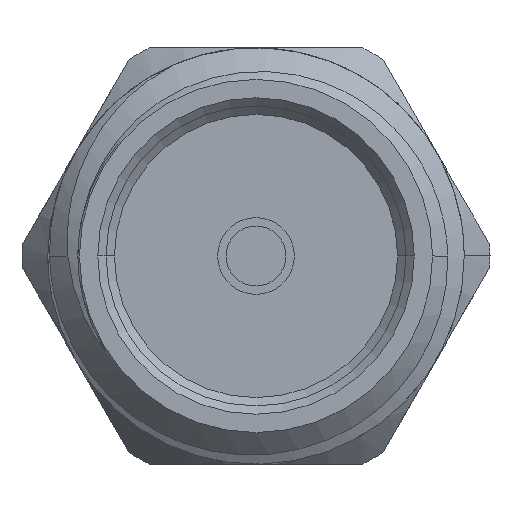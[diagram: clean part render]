
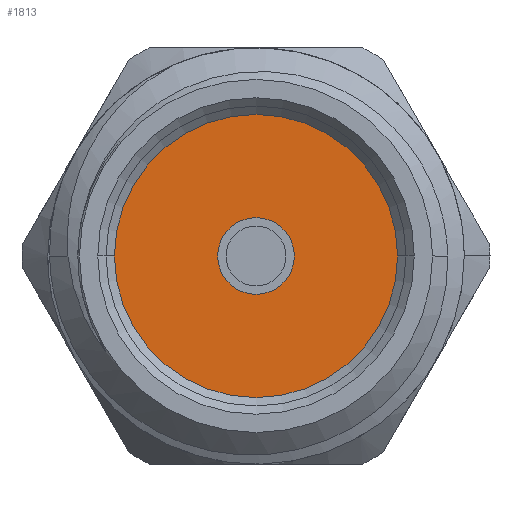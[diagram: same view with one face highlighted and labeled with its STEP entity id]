
A CAD part, left-side view. The second image highlights one B-rep face of the part: STEP entity #1813.
In plain terms, the highlighted planar face has unit normal (-1, 0, 0).
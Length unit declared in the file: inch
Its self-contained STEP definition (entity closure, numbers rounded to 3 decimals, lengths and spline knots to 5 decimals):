
#117 = EDGE_LOOP ( 'NONE', ( #2301, #653 ) ) ;
#160 = ORIENTED_EDGE ( 'NONE', *, *, #1615, .T. ) ;
#164 = CARTESIAN_POINT ( 'NONE',  ( 0.08, -0.085, 0. ) ) ;
#315 = CARTESIAN_POINT ( 'NONE',  ( 0.08, 0.023, 0. ) ) ;
#330 = VERTEX_POINT ( 'NONE', #164 ) ;
#507 = AXIS2_PLACEMENT_3D ( 'NONE', #1629, #3264, #1904 ) ;
#529 = AXIS2_PLACEMENT_3D ( 'NONE', #3449, #1820, #2123 ) ;
#653 = ORIENTED_EDGE ( 'NONE', *, *, #1453, .F. ) ;
#703 = CARTESIAN_POINT ( 'NONE',  ( 0.08, 0., 0. ) ) ;
#752 = PLANE ( 'NONE',  #529 ) ;
#822 = EDGE_LOOP ( 'NONE', ( #160, #913 ) ) ;
#913 = ORIENTED_EDGE ( 'NONE', *, *, #2330, .T. ) ;
#988 = CARTESIAN_POINT ( 'NONE',  ( 0.08, -0.023, 0. ) ) ;
#996 = CIRCLE ( 'NONE', #507, 0.085 ) ;
#1114 = CIRCLE ( 'NONE', #3081, 0.023 ) ;
#1282 = DIRECTION ( 'NONE',  ( 0., -1., 0. ) ) ;
#1453 = EDGE_CURVE ( 'NONE', #2391, #2966, #1114, .T. ) ;
#1512 = DIRECTION ( 'NONE',  ( -1., 0., 0. ) ) ;
#1518 = DIRECTION ( 'NONE',  ( 0., -1., 0. ) ) ;
#1615 = EDGE_CURVE ( 'NONE', #330, #3244, #1933, .T. ) ;
#1629 = CARTESIAN_POINT ( 'NONE',  ( 0.08, 0., 0. ) ) ;
#1799 = CARTESIAN_POINT ( 'NONE',  ( 0.08, 0.085, 0. ) ) ;
#1813 = ADVANCED_FACE ( 'NONE', ( #2480, #2934 ), #752, .T. ) ;
#1820 = DIRECTION ( 'NONE',  ( -1., 0., 0. ) ) ;
#1904 = DIRECTION ( 'NONE',  ( 0., -1., 0. ) ) ;
#1933 = CIRCLE ( 'NONE', #2251, 0.085 ) ;
#1978 = AXIS2_PLACEMENT_3D ( 'NONE', #2860, #3443, #1282 ) ;
#2123 = DIRECTION ( 'NONE',  ( 0., -1., 0. ) ) ;
#2250 = CARTESIAN_POINT ( 'NONE',  ( 0.08, 0., 0. ) ) ;
#2251 = AXIS2_PLACEMENT_3D ( 'NONE', #2250, #2550, #3069 ) ;
#2301 = ORIENTED_EDGE ( 'NONE', *, *, #2520, .F. ) ;
#2330 = EDGE_CURVE ( 'NONE', #3244, #330, #996, .T. ) ;
#2354 = CIRCLE ( 'NONE', #1978, 0.023 ) ;
#2391 = VERTEX_POINT ( 'NONE', #315 ) ;
#2480 = FACE_BOUND ( 'NONE', #117, .T. ) ;
#2520 = EDGE_CURVE ( 'NONE', #2966, #2391, #2354, .T. ) ;
#2550 = DIRECTION ( 'NONE',  ( -1., 0., 0. ) ) ;
#2860 = CARTESIAN_POINT ( 'NONE',  ( 0.08, 0., 0. ) ) ;
#2934 = FACE_OUTER_BOUND ( 'NONE', #822, .T. ) ;
#2966 = VERTEX_POINT ( 'NONE', #988 ) ;
#3069 = DIRECTION ( 'NONE',  ( 0., -1., 0. ) ) ;
#3081 = AXIS2_PLACEMENT_3D ( 'NONE', #703, #1512, #1518 ) ;
#3244 = VERTEX_POINT ( 'NONE', #1799 ) ;
#3264 = DIRECTION ( 'NONE',  ( -1., 0., 0. ) ) ;
#3443 = DIRECTION ( 'NONE',  ( -1., 0., 0. ) ) ;
#3449 = CARTESIAN_POINT ( 'NONE',  ( 0.08, 0., 0. ) ) ;
